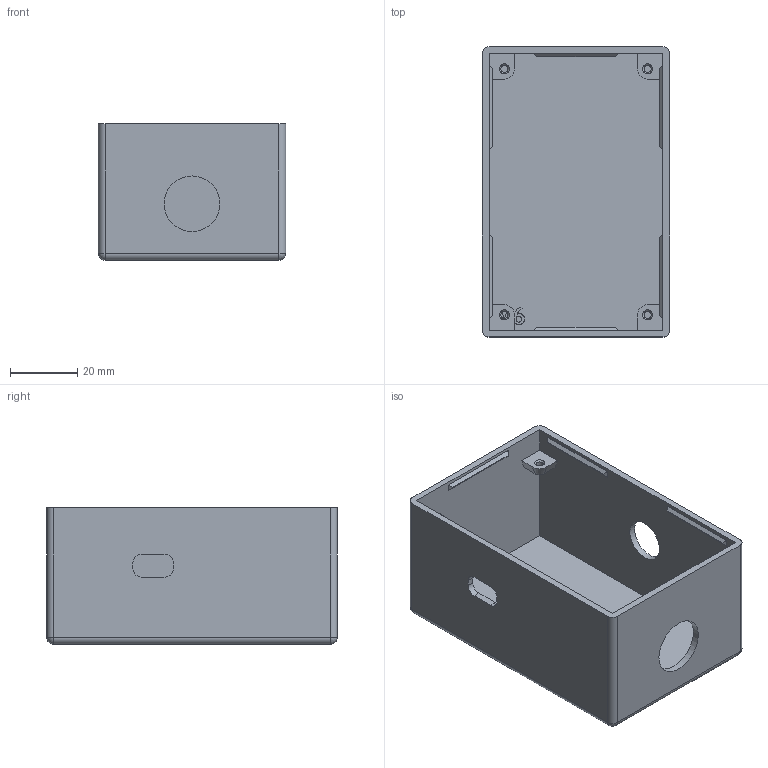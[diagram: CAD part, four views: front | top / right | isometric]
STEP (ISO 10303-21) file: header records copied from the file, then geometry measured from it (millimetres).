
FILE_DESCRIPTION(('FreeCAD Model'),'2;1');
FILE_NAME('Open CASCADE Shape Model','2025-01-05T18:14:48',(''),(''), 'Open CASCADE STEP processor 7.8','FreeCAD','Unknown');
FILE_SCHEMA(('AUTOMOTIVE_DESIGN { 1 0 10303 214 1 1 1 1 }'));
Length unit declared in the file: millimetre
Products named in the file (1): Body
Bounding box: 55.5 x 86 x 40.5 mm (x, y, z)
Volume: 30175.1 mm3; surface area: 31058.4 mm2
Topology: 1 solids, 1 shells, 460 faces, 1241 edges, 814 vertices
Faces by surface type: plane 224, extrusion 198, cylinder 18, bspline 8, cone 8, sphere 4
Full cylindrical faces by diameter (mm): 2.1 x4, 12.4 x1, 16.5 x1
Entity records: 15762 total; most frequent: CARTESIAN_POINT 4963, ORIENTED_EDGE 2482, DIRECTION 1585, EDGE_CURVE 1241, VECTOR 979, VERTEX_POINT 814, LINE 781, B_SPLINE_CURVE_WITH_KNOTS 610
